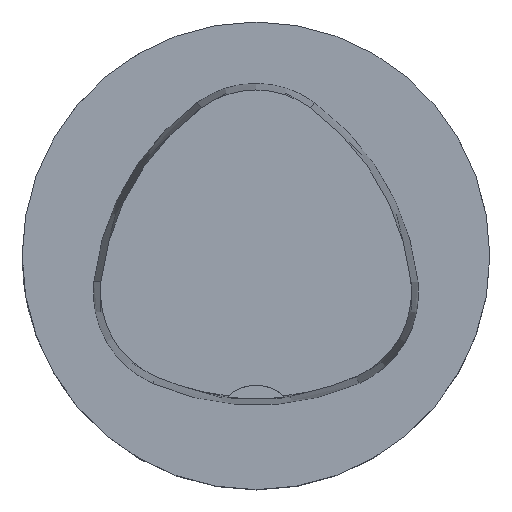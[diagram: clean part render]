
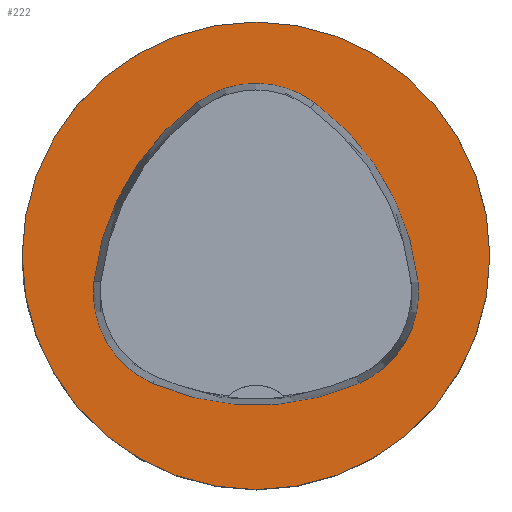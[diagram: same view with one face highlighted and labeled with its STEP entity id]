
A CAD part, top view. The second image highlights one B-rep face of the part: STEP entity #222.
In plain terms, the highlighted planar face has unit normal (0, 0, 1).
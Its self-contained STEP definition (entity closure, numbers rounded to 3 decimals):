
#98=FACE_BOUND('',#400,.T.);
#99=FACE_BOUND('',#401,.T.);
#164=CIRCLE('',#1445,40.);
#165=CIRCLE('',#1447,44.);
#167=CIRCLE('',#1450,17.);
#169=CIRCLE('',#1453,44.);
#171=CIRCLE('',#1456,17.);
#175=CIRCLE('',#1461,44.);
#177=CIRCLE('',#1464,17.);
#222=ADVANCED_FACE('',(#98,#99),#282,.T.);
#282=PLANE('',#1470);
#400=EDGE_LOOP('',(#610,#611,#612,#613,#614,#615));
#401=EDGE_LOOP('',(#616));
#610=ORIENTED_EDGE('',*,*,#1043,.T.);
#611=ORIENTED_EDGE('',*,*,#1023,.T.);
#612=ORIENTED_EDGE('',*,*,#1027,.T.);
#613=ORIENTED_EDGE('',*,*,#1030,.T.);
#614=ORIENTED_EDGE('',*,*,#1033,.T.);
#615=ORIENTED_EDGE('',*,*,#1041,.T.);
#616=ORIENTED_EDGE('',*,*,#1022,.F.);
#884=VERTEX_POINT('',#2118);
#885=VERTEX_POINT('',#2121);
#886=VERTEX_POINT('',#2122);
#889=VERTEX_POINT('',#2130);
#891=VERTEX_POINT('',#2136);
#893=VERTEX_POINT('',#2142);
#900=VERTEX_POINT('',#2163);
#1022=EDGE_CURVE('',#884,#884,#164,.T.);
#1023=EDGE_CURVE('',#885,#886,#165,.T.);
#1027=EDGE_CURVE('',#886,#889,#167,.T.);
#1030=EDGE_CURVE('',#889,#891,#169,.T.);
#1033=EDGE_CURVE('',#891,#893,#171,.T.);
#1041=EDGE_CURVE('',#893,#900,#175,.T.);
#1043=EDGE_CURVE('',#900,#885,#177,.T.);
#1445=AXIS2_PLACEMENT_3D('',#2117,#1668,#1669);
#1447=AXIS2_PLACEMENT_3D('',#2120,#1672,#1673);
#1450=AXIS2_PLACEMENT_3D('',#2129,#1680,#1681);
#1453=AXIS2_PLACEMENT_3D('',#2135,#1687,#1688);
#1456=AXIS2_PLACEMENT_3D('',#2141,#1694,#1695);
#1461=AXIS2_PLACEMENT_3D('',#2164,#1706,#1707);
#1464=AXIS2_PLACEMENT_3D('',#2167,#1712,#1713);
#1470=AXIS2_PLACEMENT_3D('',#2173,#1724,#1725);
#1668=DIRECTION('',(0.,0.,-1.));
#1669=DIRECTION('',(-1.,0.,0.));
#1672=DIRECTION('',(0.,0.,-1.));
#1673=DIRECTION('',(-1.,0.,0.));
#1680=DIRECTION('',(0.,0.,-1.));
#1681=DIRECTION('',(-1.,0.,0.));
#1687=DIRECTION('',(0.,0.,-1.));
#1688=DIRECTION('',(-1.,0.,0.));
#1694=DIRECTION('',(0.,0.,-1.));
#1695=DIRECTION('',(-1.,0.,0.));
#1706=DIRECTION('',(0.,0.,-1.));
#1707=DIRECTION('',(-1.,0.,0.));
#1712=DIRECTION('',(0.,0.,-1.));
#1713=DIRECTION('',(-1.,0.,0.));
#1724=DIRECTION('',(0.,0.,1.));
#1725=DIRECTION('',(1.,0.,0.));
#2117=CARTESIAN_POINT('',(0.,0.,0.));
#2118=CARTESIAN_POINT('',(-40.,0.,0.));
#2120=CARTESIAN_POINT('',(16.01,-9.224,0.));
#2121=CARTESIAN_POINT('',(-27.722,-4.378,0.));
#2122=CARTESIAN_POINT('',(-10.119,26.178,0.));
#2129=CARTESIAN_POINT('',(-0.023,12.5,0.));
#2130=CARTESIAN_POINT('',(10.049,26.194,0.));
#2135=CARTESIAN_POINT('',(-16.021,-9.25,0.));
#2136=CARTESIAN_POINT('',(27.71,-4.394,0.));
#2141=CARTESIAN_POINT('',(10.814,-6.27,0.));
#2142=CARTESIAN_POINT('',(17.611,-21.852,0.));
#2163=CARTESIAN_POINT('',(-17.652,-21.819,0.));
#2164=CARTESIAN_POINT('',(0.017,18.477,0.));
#2167=CARTESIAN_POINT('',(-10.825,-6.25,0.));
#2173=CARTESIAN_POINT('',(0.,0.,0.));
